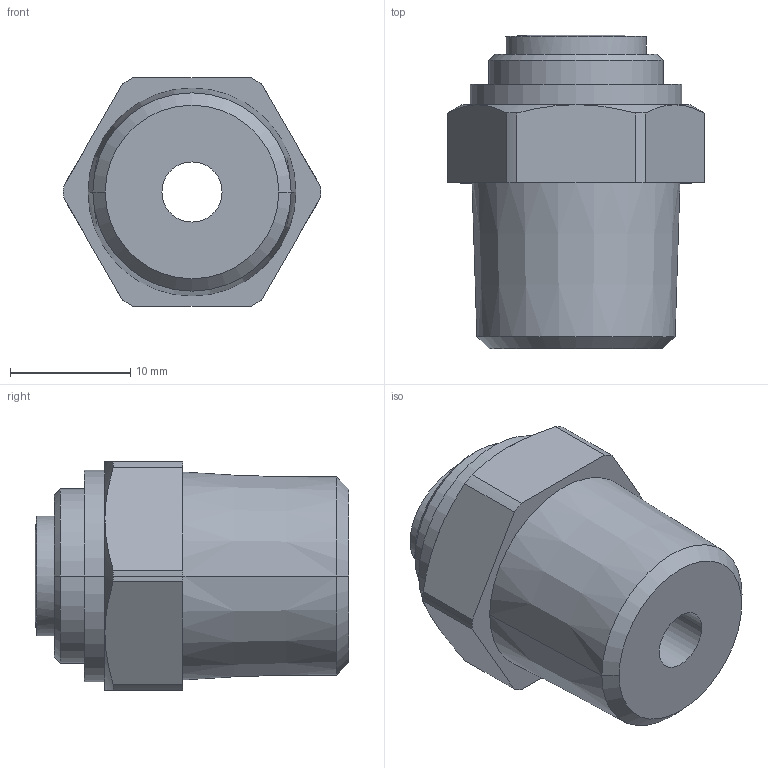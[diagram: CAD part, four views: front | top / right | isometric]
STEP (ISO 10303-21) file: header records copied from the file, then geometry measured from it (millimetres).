
FILE_DESCRIPTION (( 'STEP AP214' ), '1' );
FILE_NAME ('MS14-38N-P.step', '2017-08-29T20:48:57', ( '' ), ( '' ), 'SwSTEP 2.0', 'SolidWorks 2017', '' );
FILE_SCHEMA (( 'AUTOMOTIVE_DESIGN' ));
Length unit declared in the file: inch
Products named in the file (1): MS14-38N-P
Bounding box: 21.4 x 26.1 x 19 mm (x, y, z)
Volume: 5328.3 mm3; surface area: 2394.4 mm2
Topology: 1 solids, 1 shells, 46 faces, 110 edges, 70 vertices
Faces by surface type: cylinder 15, cone 13, plane 12, bspline 6
Entity records: 2260 total; most frequent: CARTESIAN_POINT 1175, ORIENTED_EDGE 220, DIRECTION 216, EDGE_CURVE 110, AXIS2_PLACEMENT_3D 91, VERTEX_POINT 70, EDGE_LOOP 52, CIRCLE 50
